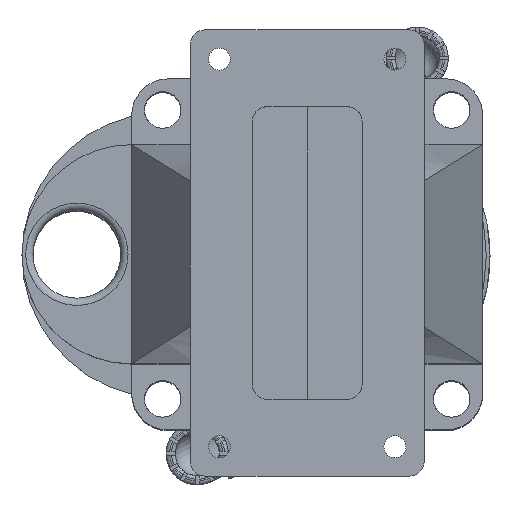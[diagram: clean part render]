
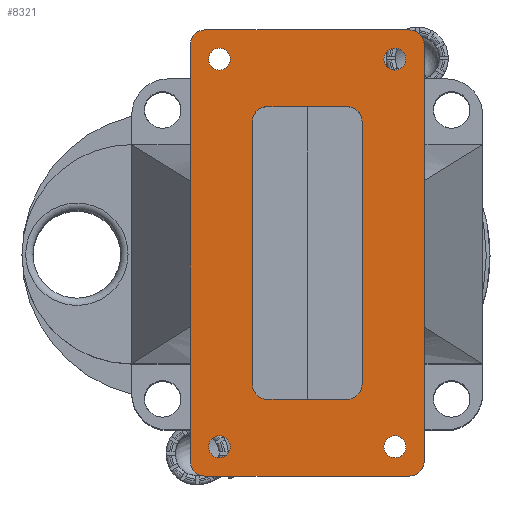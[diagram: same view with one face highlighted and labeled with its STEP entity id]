
A CAD part, top view. The second image highlights one B-rep face of the part: STEP entity #8321.
In plain terms, the highlighted face is planar.
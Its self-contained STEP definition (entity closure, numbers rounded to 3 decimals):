
#8029 = EDGE_CURVE('',#8030,#8032,#8034,.T.);
#8030 = VERTEX_POINT('',#8031);
#8031 = CARTESIAN_POINT('',(-28.5,-16.,0.));
#8032 = VERTEX_POINT('',#8033);
#8033 = CARTESIAN_POINT('',(28.5,-16.,0.));
#8034 = LINE('',#8035,#8036);
#8035 = CARTESIAN_POINT('',(-30.5,-16.,0.));
#8036 = VECTOR('',#8037,1.);
#8037 = DIRECTION('',(1.,0.,0.));
#8060 = EDGE_CURVE('',#8030,#8061,#8063,.T.);
#8061 = VERTEX_POINT('',#8062);
#8062 = CARTESIAN_POINT('',(-30.5,-14.,0.));
#8063 = CIRCLE('',#8064,2.);
#8064 = AXIS2_PLACEMENT_3D('',#8065,#8066,#8067);
#8065 = CARTESIAN_POINT('',(-28.5,-14.,0.));
#8066 = DIRECTION('',(-0.,-0.,-1.));
#8067 = DIRECTION('',(0.,-1.,0.));
#8085 = EDGE_CURVE('',#8032,#8086,#8088,.T.);
#8086 = VERTEX_POINT('',#8087);
#8087 = CARTESIAN_POINT('',(30.5,-14.,0.));
#8088 = CIRCLE('',#8089,2.);
#8089 = AXIS2_PLACEMENT_3D('',#8090,#8091,#8092);
#8090 = CARTESIAN_POINT('',(28.5,-14.,0.));
#8091 = DIRECTION('',(-0.,0.,1.));
#8092 = DIRECTION('',(0.,-1.,0.));
#8110 = EDGE_CURVE('',#8111,#8061,#8113,.T.);
#8111 = VERTEX_POINT('',#8112);
#8112 = CARTESIAN_POINT('',(-30.5,14.,0.));
#8113 = LINE('',#8114,#8115);
#8114 = CARTESIAN_POINT('',(-30.5,16.,0.));
#8115 = VECTOR('',#8116,1.);
#8116 = DIRECTION('',(0.,-1.,0.));
#8134 = EDGE_CURVE('',#8086,#8135,#8137,.T.);
#8135 = VERTEX_POINT('',#8136);
#8136 = CARTESIAN_POINT('',(30.5,14.,0.));
#8137 = LINE('',#8138,#8139);
#8138 = CARTESIAN_POINT('',(30.5,-16.,0.));
#8139 = VECTOR('',#8140,1.);
#8140 = DIRECTION('',(0.,1.,0.));
#8158 = EDGE_CURVE('',#8159,#8111,#8161,.T.);
#8159 = VERTEX_POINT('',#8160);
#8160 = CARTESIAN_POINT('',(-28.5,16.,0.));
#8161 = CIRCLE('',#8162,2.);
#8162 = AXIS2_PLACEMENT_3D('',#8163,#8164,#8165);
#8163 = CARTESIAN_POINT('',(-28.5,14.,0.));
#8164 = DIRECTION('',(-0.,0.,1.));
#8165 = DIRECTION('',(0.,-1.,0.));
#8183 = EDGE_CURVE('',#8135,#8184,#8186,.T.);
#8184 = VERTEX_POINT('',#8185);
#8185 = CARTESIAN_POINT('',(28.5,16.,0.));
#8186 = CIRCLE('',#8187,2.);
#8187 = AXIS2_PLACEMENT_3D('',#8188,#8189,#8190);
#8188 = CARTESIAN_POINT('',(28.5,14.,0.));
#8189 = DIRECTION('',(-0.,0.,1.));
#8190 = DIRECTION('',(0.,-1.,0.));
#8208 = EDGE_CURVE('',#8184,#8159,#8209,.T.);
#8209 = LINE('',#8210,#8211);
#8210 = CARTESIAN_POINT('',(30.5,16.,0.));
#8211 = VECTOR('',#8212,1.);
#8212 = DIRECTION('',(-1.,0.,0.));
#8226 = VERTEX_POINT('',#8227);
#8227 = CARTESIAN_POINT('',(-25.,-12.,0.));
#8235 = EDGE_CURVE('',#8226,#8226,#8236,.T.);
#8236 = CIRCLE('',#8237,1.5);
#8237 = AXIS2_PLACEMENT_3D('',#8238,#8239,#8240);
#8238 = CARTESIAN_POINT('',(-26.5,-12.,0.));
#8239 = DIRECTION('',(0.,0.,1.));
#8240 = DIRECTION('',(1.,0.,0.));
#8251 = VERTEX_POINT('',#8252);
#8252 = CARTESIAN_POINT('',(28.,-12.,0.));
#8260 = EDGE_CURVE('',#8251,#8251,#8261,.T.);
#8261 = CIRCLE('',#8262,1.5);
#8262 = AXIS2_PLACEMENT_3D('',#8263,#8264,#8265);
#8263 = CARTESIAN_POINT('',(26.5,-12.,0.));
#8264 = DIRECTION('',(0.,0.,1.));
#8265 = DIRECTION('',(1.,0.,0.));
#8276 = VERTEX_POINT('',#8277);
#8277 = CARTESIAN_POINT('',(-25.,12.,0.));
#8285 = EDGE_CURVE('',#8276,#8276,#8286,.T.);
#8286 = CIRCLE('',#8287,1.5);
#8287 = AXIS2_PLACEMENT_3D('',#8288,#8289,#8290);
#8288 = CARTESIAN_POINT('',(-26.5,12.,0.));
#8289 = DIRECTION('',(0.,0.,1.));
#8290 = DIRECTION('',(1.,0.,0.));
#8301 = VERTEX_POINT('',#8302);
#8302 = CARTESIAN_POINT('',(28.,12.,0.));
#8310 = EDGE_CURVE('',#8301,#8301,#8311,.T.);
#8311 = CIRCLE('',#8312,1.5);
#8312 = AXIS2_PLACEMENT_3D('',#8313,#8314,#8315);
#8313 = CARTESIAN_POINT('',(26.5,12.,0.));
#8314 = DIRECTION('',(0.,0.,1.));
#8315 = DIRECTION('',(1.,0.,0.));
#8321 = ADVANCED_FACE('',(#8322,#8332,#8402,#8405,#8408,#8411),#8414,.T.
  );
#8322 = FACE_BOUND('',#8323,.T.);
#8323 = EDGE_LOOP('',(#8324,#8325,#8326,#8327,#8328,#8329,#8330,#8331));
#8324 = ORIENTED_EDGE('',*,*,#8029,.F.);
#8325 = ORIENTED_EDGE('',*,*,#8060,.T.);
#8326 = ORIENTED_EDGE('',*,*,#8110,.F.);
#8327 = ORIENTED_EDGE('',*,*,#8158,.F.);
#8328 = ORIENTED_EDGE('',*,*,#8208,.F.);
#8329 = ORIENTED_EDGE('',*,*,#8183,.F.);
#8330 = ORIENTED_EDGE('',*,*,#8134,.F.);
#8331 = ORIENTED_EDGE('',*,*,#8085,.F.);
#8332 = FACE_BOUND('',#8333,.T.);
#8333 = EDGE_LOOP('',(#8334,#8344,#8353,#8361,#8370,#8378,#8387,#8395));
#8334 = ORIENTED_EDGE('',*,*,#8335,.T.);
#8335 = EDGE_CURVE('',#8336,#8338,#8340,.T.);
#8336 = VERTEX_POINT('',#8337);
#8337 = CARTESIAN_POINT('',(-18.,-7.5,0.));
#8338 = VERTEX_POINT('',#8339);
#8339 = CARTESIAN_POINT('',(18.,-7.5,0.));
#8340 = LINE('',#8341,#8342);
#8341 = CARTESIAN_POINT('',(-20.,-7.5,0.));
#8342 = VECTOR('',#8343,1.);
#8343 = DIRECTION('',(1.,0.,0.));
#8344 = ORIENTED_EDGE('',*,*,#8345,.T.);
#8345 = EDGE_CURVE('',#8338,#8346,#8348,.T.);
#8346 = VERTEX_POINT('',#8347);
#8347 = CARTESIAN_POINT('',(20.,-5.5,0.));
#8348 = CIRCLE('',#8349,2.);
#8349 = AXIS2_PLACEMENT_3D('',#8350,#8351,#8352);
#8350 = CARTESIAN_POINT('',(18.,-5.5,0.));
#8351 = DIRECTION('',(-0.,0.,1.));
#8352 = DIRECTION('',(0.,-1.,0.));
#8353 = ORIENTED_EDGE('',*,*,#8354,.T.);
#8354 = EDGE_CURVE('',#8346,#8355,#8357,.T.);
#8355 = VERTEX_POINT('',#8356);
#8356 = CARTESIAN_POINT('',(20.,5.5,0.));
#8357 = LINE('',#8358,#8359);
#8358 = CARTESIAN_POINT('',(20.,-7.5,0.));
#8359 = VECTOR('',#8360,1.);
#8360 = DIRECTION('',(0.,1.,0.));
#8361 = ORIENTED_EDGE('',*,*,#8362,.T.);
#8362 = EDGE_CURVE('',#8355,#8363,#8365,.T.);
#8363 = VERTEX_POINT('',#8364);
#8364 = CARTESIAN_POINT('',(18.,7.5,0.));
#8365 = CIRCLE('',#8366,2.);
#8366 = AXIS2_PLACEMENT_3D('',#8367,#8368,#8369);
#8367 = CARTESIAN_POINT('',(18.,5.5,0.));
#8368 = DIRECTION('',(-0.,0.,1.));
#8369 = DIRECTION('',(0.,-1.,0.));
#8370 = ORIENTED_EDGE('',*,*,#8371,.T.);
#8371 = EDGE_CURVE('',#8363,#8372,#8374,.T.);
#8372 = VERTEX_POINT('',#8373);
#8373 = CARTESIAN_POINT('',(-18.,7.5,0.));
#8374 = LINE('',#8375,#8376);
#8375 = CARTESIAN_POINT('',(20.,7.5,0.));
#8376 = VECTOR('',#8377,1.);
#8377 = DIRECTION('',(-1.,0.,0.));
#8378 = ORIENTED_EDGE('',*,*,#8379,.T.);
#8379 = EDGE_CURVE('',#8372,#8380,#8382,.T.);
#8380 = VERTEX_POINT('',#8381);
#8381 = CARTESIAN_POINT('',(-20.,5.5,0.));
#8382 = CIRCLE('',#8383,2.);
#8383 = AXIS2_PLACEMENT_3D('',#8384,#8385,#8386);
#8384 = CARTESIAN_POINT('',(-18.,5.5,0.));
#8385 = DIRECTION('',(-0.,0.,1.));
#8386 = DIRECTION('',(0.,-1.,0.));
#8387 = ORIENTED_EDGE('',*,*,#8388,.T.);
#8388 = EDGE_CURVE('',#8380,#8389,#8391,.T.);
#8389 = VERTEX_POINT('',#8390);
#8390 = CARTESIAN_POINT('',(-20.,-5.5,0.));
#8391 = LINE('',#8392,#8393);
#8392 = CARTESIAN_POINT('',(-20.,7.5,0.));
#8393 = VECTOR('',#8394,1.);
#8394 = DIRECTION('',(0.,-1.,0.));
#8395 = ORIENTED_EDGE('',*,*,#8396,.F.);
#8396 = EDGE_CURVE('',#8336,#8389,#8397,.T.);
#8397 = CIRCLE('',#8398,2.);
#8398 = AXIS2_PLACEMENT_3D('',#8399,#8400,#8401);
#8399 = CARTESIAN_POINT('',(-18.,-5.5,0.));
#8400 = DIRECTION('',(-0.,-0.,-1.));
#8401 = DIRECTION('',(0.,-1.,0.));
#8402 = FACE_BOUND('',#8403,.T.);
#8403 = EDGE_LOOP('',(#8404));
#8404 = ORIENTED_EDGE('',*,*,#8235,.T.);
#8405 = FACE_BOUND('',#8406,.T.);
#8406 = EDGE_LOOP('',(#8407));
#8407 = ORIENTED_EDGE('',*,*,#8260,.T.);
#8408 = FACE_BOUND('',#8409,.T.);
#8409 = EDGE_LOOP('',(#8410));
#8410 = ORIENTED_EDGE('',*,*,#8285,.T.);
#8411 = FACE_BOUND('',#8412,.T.);
#8412 = EDGE_LOOP('',(#8413));
#8413 = ORIENTED_EDGE('',*,*,#8310,.T.);
#8414 = PLANE('',#8415);
#8415 = AXIS2_PLACEMENT_3D('',#8416,#8417,#8418);
#8416 = CARTESIAN_POINT('',(0.,0.,0.));
#8417 = DIRECTION('',(-0.,-0.,-1.));
#8418 = DIRECTION('',(-1.,0.,0.));
